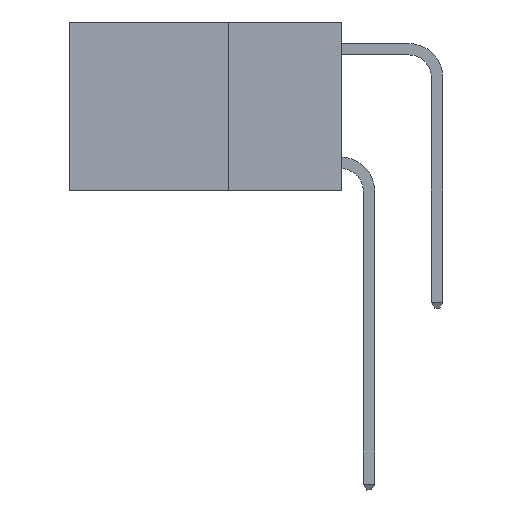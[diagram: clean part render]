
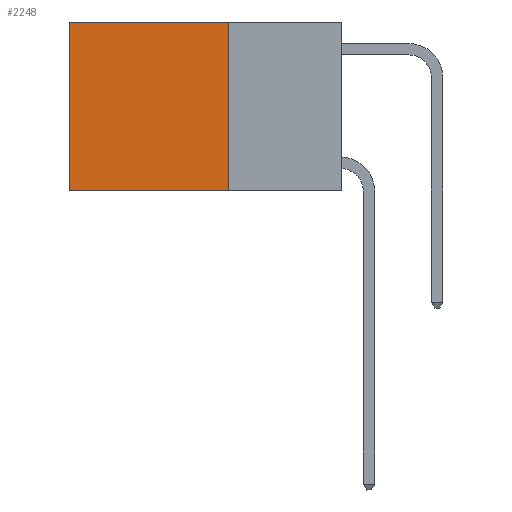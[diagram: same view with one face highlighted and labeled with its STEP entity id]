
A CAD part, left-side view. The second image highlights one B-rep face of the part: STEP entity #2248.
In plain terms, the highlighted planar face has unit normal (-1, 0, 0).
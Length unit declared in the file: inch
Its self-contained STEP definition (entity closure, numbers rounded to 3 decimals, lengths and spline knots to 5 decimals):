
#511 = VERTEX_POINT ( 'NONE', #15526 ) ;
#963 = CARTESIAN_POINT ( 'NONE',  ( 0.2625, 0.25, 0. ) ) ;
#1575 = FACE_OUTER_BOUND ( 'NONE', #14166, .T. ) ;
#2009 = CARTESIAN_POINT ( 'NONE',  ( 0.2625, 0.25, 0. ) ) ;
#2248 = ADVANCED_FACE ( 'NONE', ( #1575 ), #9694, .F. ) ;
#2289 = EDGE_CURVE ( 'NONE', #12415, #10532, #6922, .T. ) ;
#2392 = ORIENTED_EDGE ( 'NONE', *, *, #13059, .T. ) ;
#3308 = EDGE_CURVE ( 'NONE', #3458, #511, #8285, .T. ) ;
#3408 = CARTESIAN_POINT ( 'NONE',  ( 0.2625, 0.25, 0. ) ) ;
#3458 = VERTEX_POINT ( 'NONE', #15511 ) ;
#4075 = VECTOR ( 'NONE', #8831, 39.37008 ) ;
#4490 = LINE ( 'NONE', #16388, #4075 ) ;
#5527 = VECTOR ( 'NONE', #6197, 39.37008 ) ;
#6197 = DIRECTION ( 'NONE',  ( 0., 0., -1. ) ) ;
#6569 = CARTESIAN_POINT ( 'NONE',  ( 0.2625, 0.25, -0.37 ) ) ;
#6876 = AXIS2_PLACEMENT_3D ( 'NONE', #3408, #14786, #13660 ) ;
#6922 = LINE ( 'NONE', #9642, #8704 ) ;
#7089 = EDGE_CURVE ( 'NONE', #3458, #12415, #12627, .T. ) ;
#7258 = DIRECTION ( 'NONE',  ( 0., 1., 0. ) ) ;
#8285 = LINE ( 'NONE', #2009, #12204 ) ;
#8704 = VECTOR ( 'NONE', #7258, 39.37008 ) ;
#8831 = DIRECTION ( 'NONE',  ( 0., 0., -1. ) ) ;
#8947 = DIRECTION ( 'NONE',  ( 0., 1., 0. ) ) ;
#9642 = CARTESIAN_POINT ( 'NONE',  ( 0.2625, 0.25, -0.37 ) ) ;
#9694 = PLANE ( 'NONE',  #6876 ) ;
#10283 = ORIENTED_EDGE ( 'NONE', *, *, #7089, .F. ) ;
#10532 = VERTEX_POINT ( 'NONE', #12713 ) ;
#12204 = VECTOR ( 'NONE', #8947, 39.37008 ) ;
#12415 = VERTEX_POINT ( 'NONE', #6569 ) ;
#12627 = LINE ( 'NONE', #963, #5527 ) ;
#12713 = CARTESIAN_POINT ( 'NONE',  ( 0.2625, 0.6, -0.37 ) ) ;
#13059 = EDGE_CURVE ( 'NONE', #511, #10532, #4490, .T. ) ;
#13660 = DIRECTION ( 'NONE',  ( 0., 0., -1. ) ) ;
#14166 = EDGE_LOOP ( 'NONE', ( #2392, #16115, #10283, #14639 ) ) ;
#14639 = ORIENTED_EDGE ( 'NONE', *, *, #3308, .T. ) ;
#14786 = DIRECTION ( 'NONE',  ( 1., 0., 0. ) ) ;
#15511 = CARTESIAN_POINT ( 'NONE',  ( 0.2625, 0.25, 0. ) ) ;
#15526 = CARTESIAN_POINT ( 'NONE',  ( 0.2625, 0.6, 0. ) ) ;
#16115 = ORIENTED_EDGE ( 'NONE', *, *, #2289, .F. ) ;
#16388 = CARTESIAN_POINT ( 'NONE',  ( 0.2625, 0.6, 0. ) ) ;
